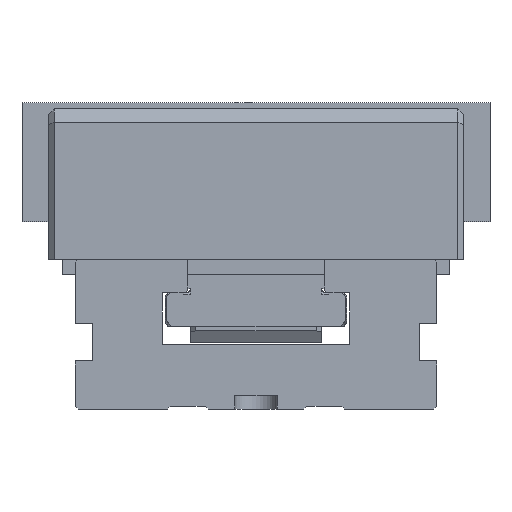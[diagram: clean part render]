
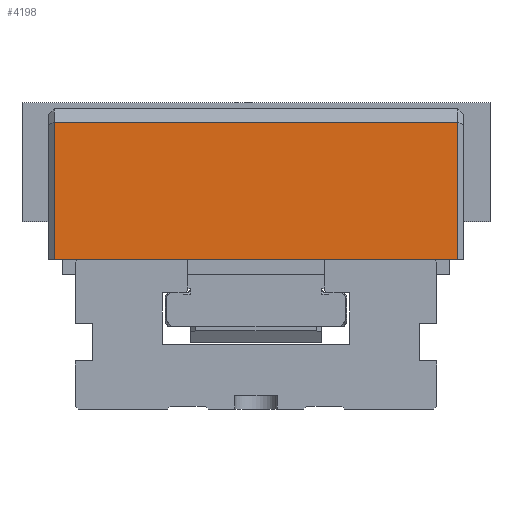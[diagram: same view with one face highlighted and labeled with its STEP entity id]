
A CAD part, left-side view. The second image highlights one B-rep face of the part: STEP entity #4198.
In plain terms, the highlighted planar face has unit normal (-1, 0, 0).
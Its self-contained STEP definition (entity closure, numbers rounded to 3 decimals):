
#3786=FACE_OUTER_BOUND('',#5489,.T.);
#4198=ADVANCED_FACE('',(#3786),#4548,.T.);
#4548=PLANE('',#11706);
#5489=EDGE_LOOP('',(#7059,#7060,#7061,#7062));
#7059=ORIENTED_EDGE('',*,*,#9363,.T.);
#7060=ORIENTED_EDGE('',*,*,#9376,.T.);
#7061=ORIENTED_EDGE('',*,*,#9377,.T.);
#7062=ORIENTED_EDGE('',*,*,#9378,.T.);
#8476=VERTEX_POINT('',#16053);
#8477=VERTEX_POINT('',#16055);
#8488=VERTEX_POINT('',#16081);
#8489=VERTEX_POINT('',#16083);
#9363=EDGE_CURVE('',#8477,#8476,#10208,.T.);
#9376=EDGE_CURVE('',#8476,#8488,#10217,.T.);
#9377=EDGE_CURVE('',#8488,#8489,#10218,.T.);
#9378=EDGE_CURVE('',#8489,#8477,#10219,.T.);
#10208=LINE('',#16054,#10921);
#10217=LINE('',#16080,#10930);
#10218=LINE('',#16082,#10931);
#10219=LINE('',#16084,#10932);
#10921=VECTOR('',#13185,1.);
#10930=VECTOR('',#13206,1.);
#10931=VECTOR('',#13207,1.);
#10932=VECTOR('',#13208,1.);
#11706=AXIS2_PLACEMENT_3D('',#16085,#13209,#13210);
#13185=DIRECTION('',(0.,-1.,0.));
#13206=DIRECTION('',(0.,0.,1.));
#13207=DIRECTION('',(0.,1.,0.));
#13208=DIRECTION('',(0.,0.,-1.));
#13209=DIRECTION('',(-1.,0.,0.));
#13210=DIRECTION('',(0.,0.,-1.));
#16053=CARTESIAN_POINT('',(-72.,-8.,13.187));
#16054=CARTESIAN_POINT('',(-72.,67.5,13.187));
#16055=CARTESIAN_POINT('',(-72.,143.,13.187));
#16080=CARTESIAN_POINT('',(-72.,-8.,13.037));
#16081=CARTESIAN_POINT('',(-72.,-8.,64.437));
#16082=CARTESIAN_POINT('',(-72.,67.5,64.437));
#16083=CARTESIAN_POINT('',(-72.,143.,64.437));
#16084=CARTESIAN_POINT('',(-72.,143.,13.037));
#16085=CARTESIAN_POINT('',(-72.,67.5,13.037));
